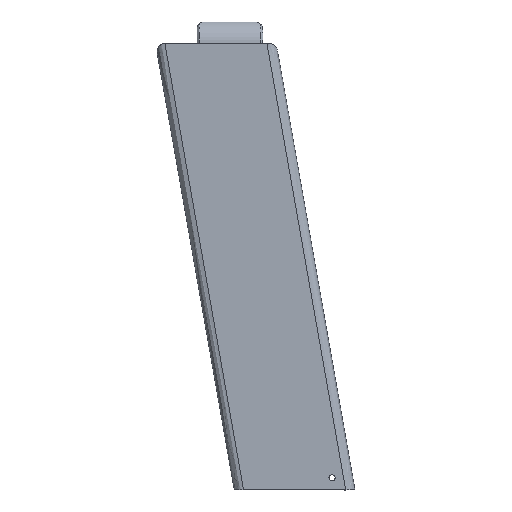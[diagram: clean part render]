
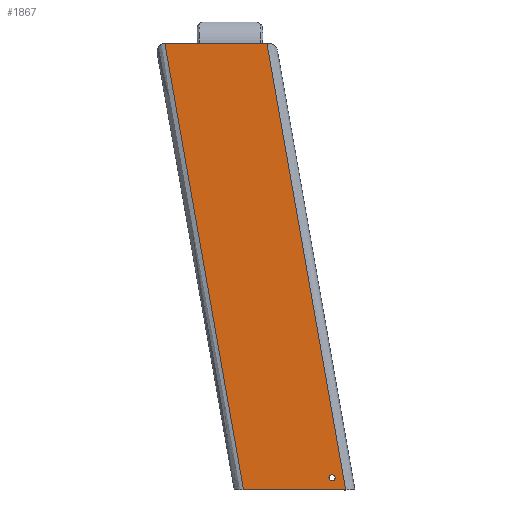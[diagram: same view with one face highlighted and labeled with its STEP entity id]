
A CAD part, top view. The second image highlights one B-rep face of the part: STEP entity #1867.
In plain terms, the highlighted planar face has unit normal (0, 0, 1).
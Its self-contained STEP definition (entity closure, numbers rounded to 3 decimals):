
#28=FACE_BOUND('',#443,.T.);
#79=CIRCLE('',#1977,1.191);
#333=FACE_OUTER_BOUND('',#442,.T.);
#442=EDGE_LOOP('',(#1662,#1663,#1664,#1665,#1666,#1667,#1668));
#443=EDGE_LOOP('',(#1669));
#540=LINE('',#3600,#678);
#543=LINE('',#3606,#681);
#544=LINE('',#3686,#682);
#551=LINE('',#3700,#689);
#582=LINE('',#4390,#720);
#583=LINE('',#4394,#721);
#584=LINE('',#4395,#722);
#678=VECTOR('',#2186,10.);
#681=VECTOR('',#2191,10.);
#682=VECTOR('',#2202,10.);
#689=VECTOR('',#2215,10.);
#720=VECTOR('',#2286,10.);
#721=VECTOR('',#2291,10.);
#722=VECTOR('',#2292,10.);
#788=VERTEX_POINT('',#2995);
#800=VERTEX_POINT('',#3151);
#849=VERTEX_POINT('',#3604);
#861=VERTEX_POINT('',#3685);
#865=VERTEX_POINT('',#3698);
#893=VERTEX_POINT('',#4389);
#894=VERTEX_POINT('',#4393);
#895=VERTEX_POINT('',#4396);
#1070=EDGE_CURVE('',#800,#788,#540,.T.);
#1073=EDGE_CURVE('',#788,#849,#543,.T.);
#1087=EDGE_CURVE('',#861,#800,#544,.T.);
#1095=EDGE_CURVE('',#865,#849,#551,.T.);
#1161=EDGE_CURVE('',#893,#861,#582,.T.);
#1163=EDGE_CURVE('',#894,#865,#583,.T.);
#1164=EDGE_CURVE('',#893,#894,#584,.T.);
#1165=EDGE_CURVE('',#895,#895,#79,.T.);
#1662=ORIENTED_EDGE('',*,*,#1073,.T.);
#1663=ORIENTED_EDGE('',*,*,#1095,.F.);
#1664=ORIENTED_EDGE('',*,*,#1163,.F.);
#1665=ORIENTED_EDGE('',*,*,#1164,.F.);
#1666=ORIENTED_EDGE('',*,*,#1161,.T.);
#1667=ORIENTED_EDGE('',*,*,#1087,.T.);
#1668=ORIENTED_EDGE('',*,*,#1070,.T.);
#1669=ORIENTED_EDGE('',*,*,#1165,.T.);
#1766=PLANE('',#1976);
#1867=ADVANCED_FACE('',(#333,#28),#1766,.T.);
#1976=AXIS2_PLACEMENT_3D('',#4392,#2289,#2290);
#1977=AXIS2_PLACEMENT_3D('',#4397,#2293,#2294);
#2186=DIRECTION('',(-1.,0.,0.));
#2191=DIRECTION('',(-1.,0.,0.));
#2202=DIRECTION('',(-1.,0.,0.));
#2215=DIRECTION('',(-0.174,0.985,0.));
#2286=DIRECTION('',(-0.174,0.985,0.));
#2289=DIRECTION('center_axis',(0.,0.,
1.));
#2290=DIRECTION('ref_axis',(1.,0.,0.));
#2291=DIRECTION('',(-0.174,0.985,0.));
#2292=DIRECTION('',(-1.,0.,0.));
#2293=DIRECTION('center_axis',(0.,0.,
-1.));
#2294=DIRECTION('ref_axis',(-1.,0.,0.));
#2995=CARTESIAN_POINT('',(127.066,60.002,-3.268));
#3151=CARTESIAN_POINT('',(150.942,60.002,-3.268));
#3600=CARTESIAN_POINT('',(126.304,60.002,-3.268));
#3604=CARTESIAN_POINT('',(113.828,60.002,-3.268));
#3606=CARTESIAN_POINT('',(126.304,60.002,-3.268));
#3685=CARTESIAN_POINT('',(153.351,60.002,-3.268));
#3686=CARTESIAN_POINT('',(126.304,60.002,-3.268));
#3698=CARTESIAN_POINT('',(113.829,59.997,-3.268));
#3700=CARTESIAN_POINT('',(130.91,-36.873,-3.268));
#4389=CARTESIAN_POINT('',(183.818,-112.784,-3.268));
#4390=CARTESIAN_POINT('',(183.818,-112.784,-3.268));
#4392=CARTESIAN_POINT('Origin',(134.218,-55.634,-3.268));
#4393=CARTESIAN_POINT('',(144.295,-112.784,-3.268));
#4394=CARTESIAN_POINT('',(134.218,-55.634,-3.268));
#4395=CARTESIAN_POINT('',(183.818,-112.784,-3.268));
#4396=CARTESIAN_POINT('',(179.76,-108.136,-3.268));
#4397=CARTESIAN_POINT('Origin',(178.569,-108.136,-3.268));
